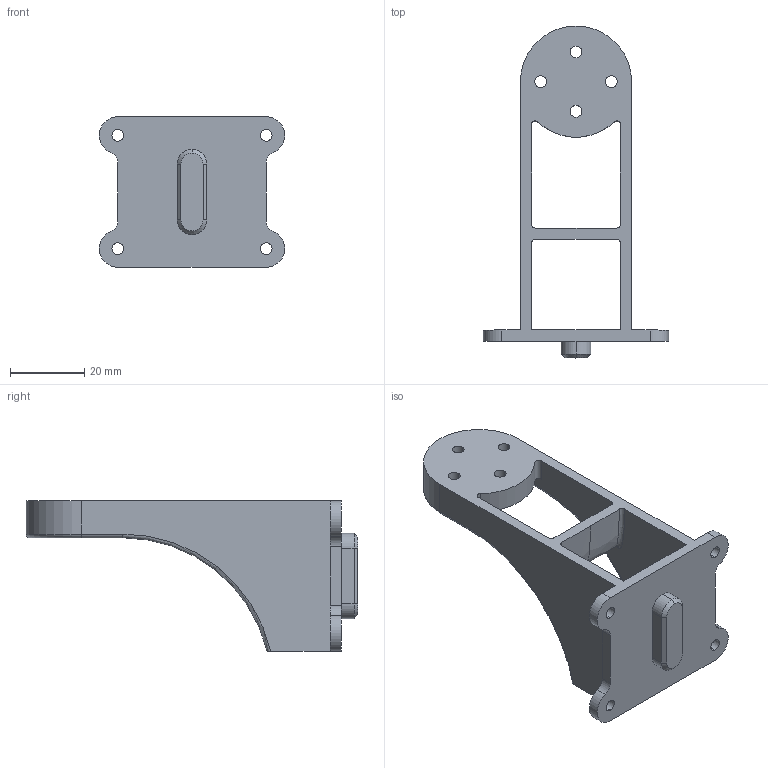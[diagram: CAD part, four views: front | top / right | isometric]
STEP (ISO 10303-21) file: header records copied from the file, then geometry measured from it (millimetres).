
FILE_DESCRIPTION (( 'STEP AP214' ), '1' );
FILE_NAME ('Support moteur V1.STEP', '2019-07-27T15:05:00', ( '' ), ( '' ), 'SwSTEP 2.0', 'SolidWorks 2017', '' );
FILE_SCHEMA (( 'AUTOMOTIVE_DESIGN' ));
Length unit declared in the file: millimetre
Products named in the file (1): Support moteur V1
Bounding box: 50 x 89.5 x 40.6 mm (x, y, z)
Volume: 19988.3 mm3; surface area: 13663.4 mm2
Topology: 1 solids, 1 shells, 78 faces, 213 edges, 136 vertices
Faces by surface type: cylinder 40, plane 19, bspline 8, torus 8, cone 3
Entity records: 2982 total; most frequent: CARTESIAN_POINT 940, ORIENTED_EDGE 426, DIRECTION 422, EDGE_CURVE 213, AXIS2_PLACEMENT_3D 164, VERTEX_POINT 136, EDGE_LOOP 97, LINE 94
